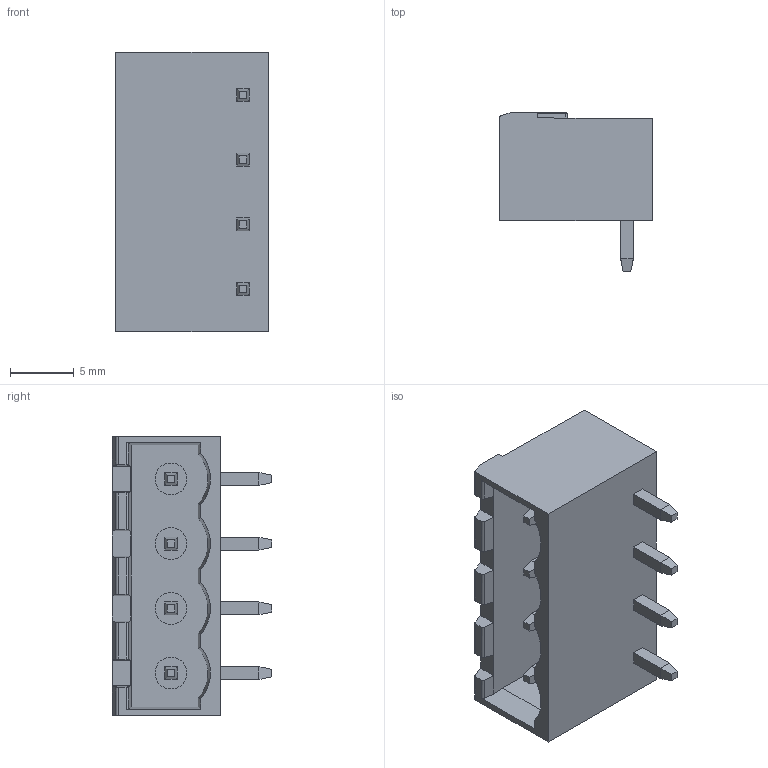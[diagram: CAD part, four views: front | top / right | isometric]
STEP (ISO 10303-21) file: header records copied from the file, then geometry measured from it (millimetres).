
FILE_DESCRIPTION (( 'STEP AP203' ), '1' );
FILE_NAME ('CUI_DEVICES_TBP01R1-508-04GR.step', '2019-10-21T10:03:58', ( '' ), ( '' ), 'SwSTEP 2.0', 'SolidWorks 2019', '' );
FILE_SCHEMA (( 'CONFIG_CONTROL_DESIGN' ));
Length unit declared in the file: millimetre
Products named in the file (1): CUI_DEVICES_TBP01R1-508-04GR
Bounding box: 12 x 12.5 x 21.92 mm (x, y, z)
Volume: 1174.5 mm3; surface area: 1721.6 mm2
Topology: 1 solids, 1 shells, 195 faces, 469 edges, 280 vertices
Faces by surface type: plane 141, cylinder 42, bspline 8, cone 4
Entity records: 5614 total; most frequent: CARTESIAN_POINT 1159, ORIENTED_EDGE 922, DIRECTION 865, EDGE_CURVE 461, VECTOR 365, LINE 365, VERTEX_POINT 280, AXIS2_PLACEMENT_3D 250
